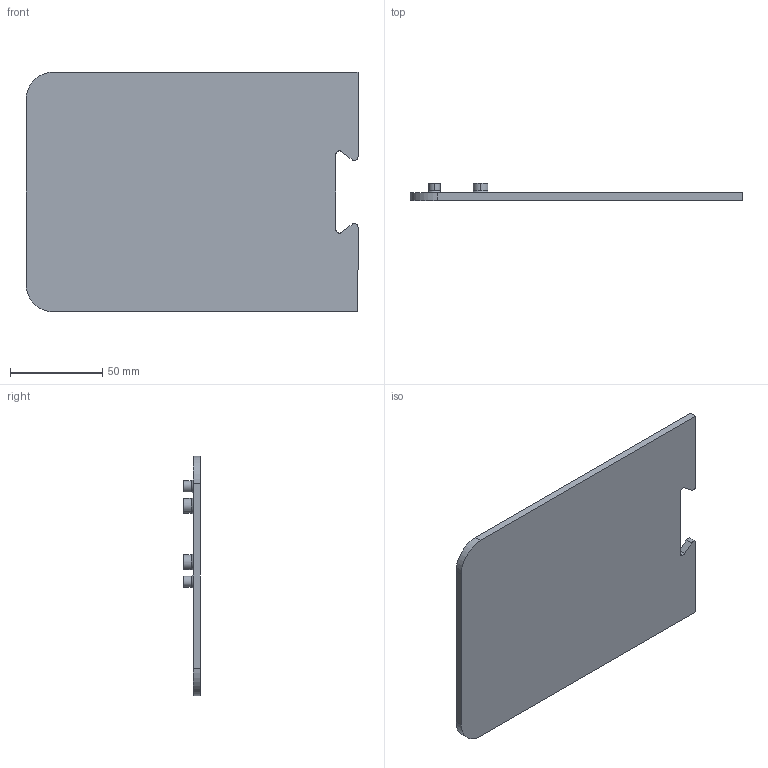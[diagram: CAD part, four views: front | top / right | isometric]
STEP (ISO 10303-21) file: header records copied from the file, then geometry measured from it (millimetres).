
FILE_DESCRIPTION (( 'STEP AP214' ), '1' );
FILE_NAME ('CoverPlate_L.STEP', '2025-08-22T09:02:25', ( '' ), ( '' ), 'SwSTEP 2.0', 'SolidWorks 2024', '' );
FILE_SCHEMA (( 'AUTOMOTIVE_DESIGN' ));
Length unit declared in the file: millimetre
Products named in the file (1): CoverPlate_L
Bounding box: 180 x 9.15 x 130 mm (x, y, z)
Volume: 91691.8 mm3; surface area: 49266.5 mm2
Topology: 1 solids, 1 shells, 119 faces, 250 edges, 164 vertices
Faces by surface type: cylinder 70, plane 41, cone 8
Entity records: 3271 total; most frequent: DIRECTION 638, CARTESIAN_POINT 534, ORIENTED_EDGE 500, AXIS2_PLACEMENT_3D 268, EDGE_CURVE 250, VERTEX_POINT 164, EDGE_LOOP 150, CIRCLE 148
